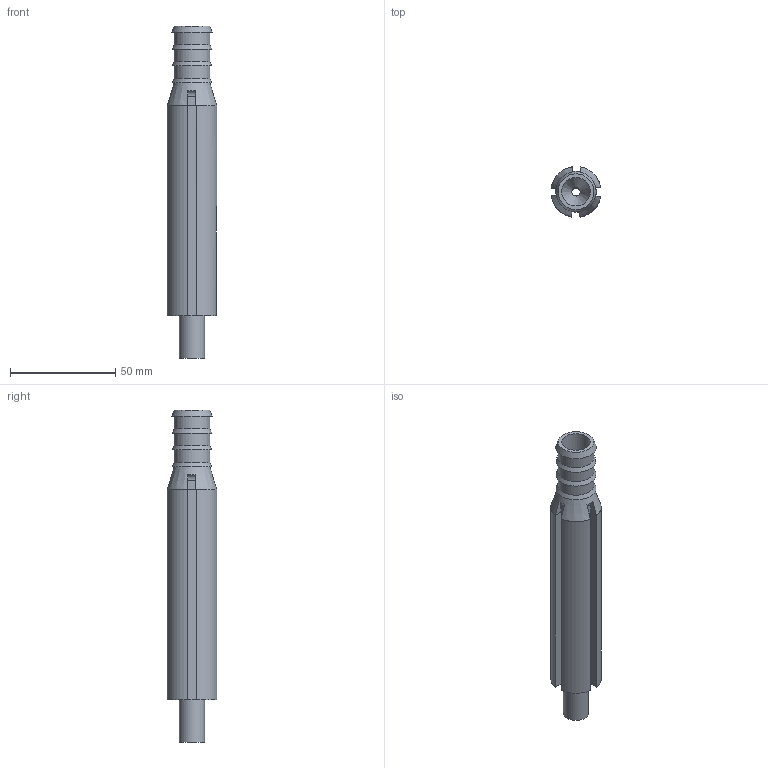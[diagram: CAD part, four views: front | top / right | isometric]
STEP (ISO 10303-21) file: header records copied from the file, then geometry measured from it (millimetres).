
FILE_DESCRIPTION(/* description */ ('STEP AP242','CAx-IF Rec.Pracs.---Representation and Presentation of Product Manufacturing Information (PMI)---4.0---2014-10-13','CAx-IF Rec.Pracs.---3D Tessellated Geometry---0.4---2014-09-14','2;1','CAx-IF Rec.Pracs.---User Defined Attributes---1.5---2016-08-15'),/* implementation_level */ '2;1');
FILE_NAME(/* name */ '690b70174f7ccb00c670d104',/* time_stamp */ '2025-11-05T15:41:12Z',/* author */ (''),/* organization */ (''),/* preprocessor_version */ 'ST-DEVELOPER v20',/* originating_system */ 'ONSHAPE BY PTC INC, 1.206',/* authorisation */ ' ');
FILE_SCHEMA (('AP242_MANAGED_MODEL_BASED_3D_ENGINEERING_MIM_LF { 1 0 10303 442 1 1 4 }'));
Length unit declared in the file: metre
Products named in the file (5): Embout tige; Part 1; Part 2; Part 3
Assembly tree (4 placements, depth 2):
  Embout tige
    Part 1
    Part 2
    Part 1
    Part 3
Bounding box: 23.7 x 23.7 x 158 mm (x, y, z)
Volume: 43634.1 mm3; surface area: 18747.4 mm2
Topology: 4 solids, 4 shells, 69 faces, 171 edges, 112 vertices
Faces by surface type: plane 47, cylinder 16, cone 6
Full cylindrical faces by diameter (mm): 4 x1, 12 x1, 13.6 x3, 17 x3
Entity records: 2114 total; most frequent: CARTESIAN_POINT 377, DIRECTION 341, ORIENTED_EDGE 312, EDGE_CURVE 156, AXIS2_PLACEMENT_3D 123, VERTEX_POINT 111, LINE 95, VECTOR 95
